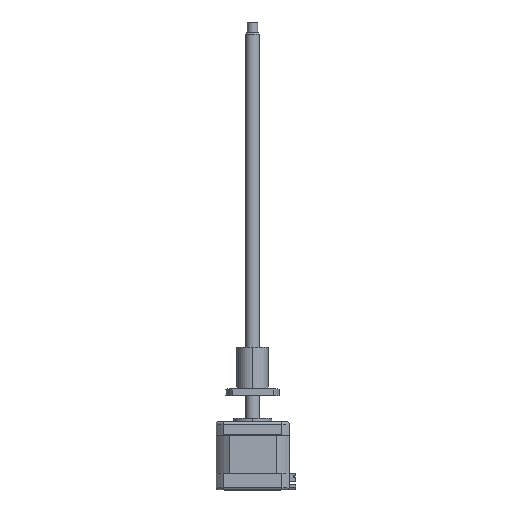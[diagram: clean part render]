
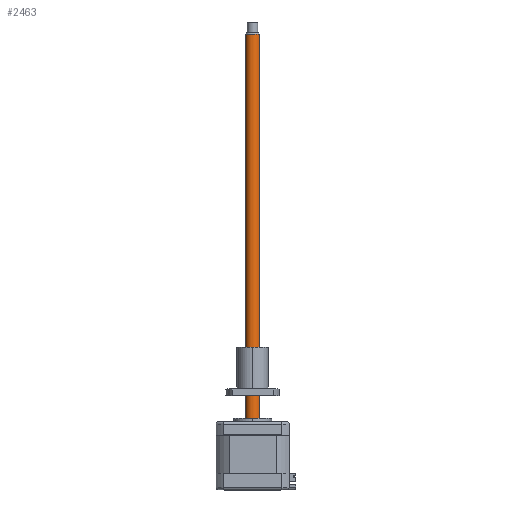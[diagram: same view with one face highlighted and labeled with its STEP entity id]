
A CAD part, top view. The second image highlights one B-rep face of the part: STEP entity #2463.
In plain terms, the highlighted cylindrical face has radius 4 mm (diameter 8 mm), a partial arc.
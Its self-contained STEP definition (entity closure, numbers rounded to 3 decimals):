
#31 = CIRCLE ( 'NONE', #8137, 4. ) ;
#334 = ORIENTED_EDGE ( 'NONE', *, *, #9118, .T. ) ;
#1613 = DIRECTION ( 'NONE',  ( -1., 0., 0. ) ) ;
#2012 = CARTESIAN_POINT ( 'NONE',  ( -0.709, 17.843, 16.638 ) ) ;
#2181 = VERTEX_POINT ( 'NONE', #2012 ) ;
#2183 = LINE ( 'NONE', #10899, #8059 ) ;
#2463 = ADVANCED_FACE ( 'NONE', ( #7040 ), #10542, .T. ) ;
#2697 = CARTESIAN_POINT ( 'NONE',  ( -8.709, 241.843, 16.638 ) ) ;
#3316 = VERTEX_POINT ( 'NONE', #10274 ) ;
#3401 = ORIENTED_EDGE ( 'NONE', *, *, #8329, .F. ) ;
#4404 = DIRECTION ( 'NONE',  ( 1., 0., 0. ) ) ;
#4888 = DIRECTION ( 'NONE',  ( 0., -1., 0. ) ) ;
#4923 = CARTESIAN_POINT ( 'NONE',  ( -4.709, 17.843, 16.638 ) ) ;
#5333 = VERTEX_POINT ( 'NONE', #6650 ) ;
#5542 = CIRCLE ( 'NONE', #10886, 4. ) ;
#6650 = CARTESIAN_POINT ( 'NONE',  ( -0.709, 241.843, 16.638 ) ) ;
#7040 = FACE_OUTER_BOUND ( 'NONE', #7331, .T. ) ;
#7331 = EDGE_LOOP ( 'NONE', ( #3401, #8273, #334, #9120 ) ) ;
#7775 = CARTESIAN_POINT ( 'NONE',  ( -4.709, 241.843, 16.638 ) ) ;
#8059 = VECTOR ( 'NONE', #10173, 1000. ) ;
#8082 = CARTESIAN_POINT ( 'NONE',  ( -0.709, 242.843, 16.638 ) ) ;
#8137 = AXIS2_PLACEMENT_3D ( 'NONE', #4923, #4888, #9153 ) ;
#8181 = DIRECTION ( 'NONE',  ( 0., -1., 0. ) ) ;
#8273 = ORIENTED_EDGE ( 'NONE', *, *, #8678, .T. ) ;
#8329 = EDGE_CURVE ( 'NONE', #5333, #2181, #9006, .T. ) ;
#8403 = EDGE_CURVE ( 'NONE', #2181, #3316, #31, .T. ) ;
#8678 = EDGE_CURVE ( 'NONE', #5333, #8737, #5542, .T. ) ;
#8737 = VERTEX_POINT ( 'NONE', #2697 ) ;
#9006 = LINE ( 'NONE', #8082, #10927 ) ;
#9118 = EDGE_CURVE ( 'NONE', #8737, #3316, #2183, .T. ) ;
#9120 = ORIENTED_EDGE ( 'NONE', *, *, #8403, .F. ) ;
#9153 = DIRECTION ( 'NONE',  ( -1., 0., 0. ) ) ;
#10104 = CARTESIAN_POINT ( 'NONE',  ( -4.709, 242.843, 16.638 ) ) ;
#10173 = DIRECTION ( 'NONE',  ( 0., -1., 0. ) ) ;
#10274 = CARTESIAN_POINT ( 'NONE',  ( -8.709, 17.843, 16.638 ) ) ;
#10329 = AXIS2_PLACEMENT_3D ( 'NONE', #10104, #11021, #1613 ) ;
#10494 = DIRECTION ( 'NONE',  ( 0., -1., 0. ) ) ;
#10542 = CYLINDRICAL_SURFACE ( 'NONE', #10329, 4. ) ;
#10886 = AXIS2_PLACEMENT_3D ( 'NONE', #7775, #10494, #4404 ) ;
#10899 = CARTESIAN_POINT ( 'NONE',  ( -8.709, 242.843, 16.638 ) ) ;
#10927 = VECTOR ( 'NONE', #8181, 1000. ) ;
#11021 = DIRECTION ( 'NONE',  ( 0., -1., 0. ) ) ;
